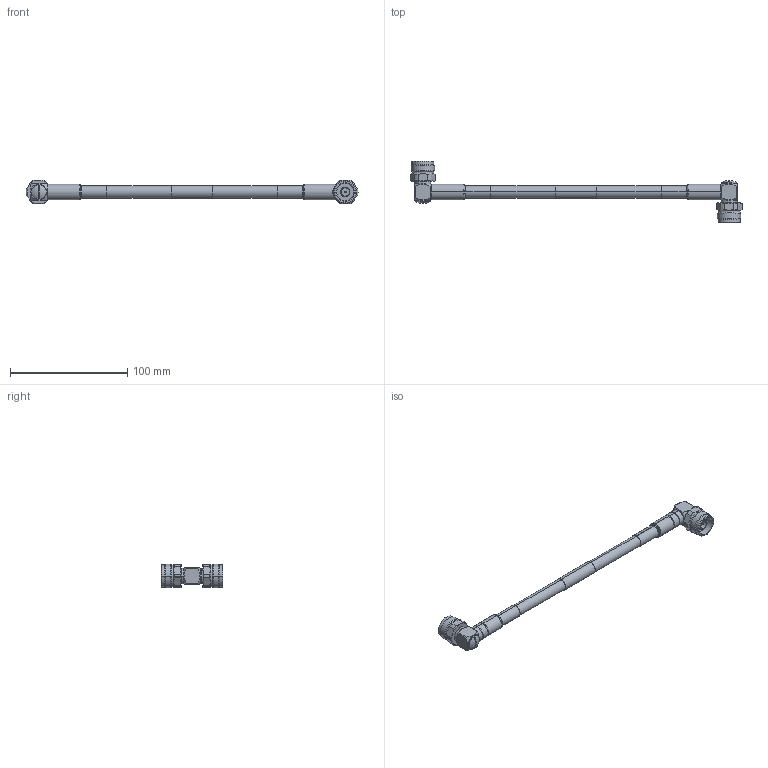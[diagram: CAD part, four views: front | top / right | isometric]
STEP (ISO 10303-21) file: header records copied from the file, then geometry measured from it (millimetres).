
FILE_DESCRIPTION (( 'STEP AP214' ), '1' );
FILE_NAME ('FMCA100241-0400_3D.step', '2025-02-11T17:23:07', ( '' ), ( '' ), 'SwSTEP 2.0', 'SolidWorks 2022', '' );
FILE_SCHEMA (( 'AUTOMOTIVE_DESIGN' ));
Length unit declared in the file: inch
Products named in the file (6): TC-400-NMH-RA-D^FMCA100241-0400; LMR-400-UF^FMCA100241-0400_WITH LABEL; Copy of TC-400-NMH-RA-D_ferrule^TC-400-NMH-RA-D_FMCA100241-0400; Copy of TC-400-NMH-RA-D_body^TC-400-NMH-RA-D_FMCA100241-0400; FMCA100241-0400_3D; Copy of TC-400-NMH-RA-D_cap^TC-400-NMH-RA-D_FMCA100241-0400
Assembly tree (6 placements, depth 3):
  FMCA100241-0400_3D
    LMR-400-UF^FMCA100241-0400_WITH LABEL
    TC-400-NMH-RA-D^FMCA100241-0400  x2
      Copy of TC-400-NMH-RA-D_body^TC-400-NMH-RA-D_FMCA100241-0400
      Copy of TC-400-NMH-RA-D_cap^TC-400-NMH-RA-D_FMCA100241-0400
      Copy of TC-400-NMH-RA-D_ferrule^TC-400-NMH-RA-D_FMCA100241-0400
Bounding box: 282.95 x 52.45 x 20.37 mm (x, y, z)
Volume: 35374 mm3; surface area: 27770.5 mm2
Topology: 9 solids, 9 shells, 368 faces, 780 edges, 454 vertices
Faces by surface type: cone 152, cylinder 112, plane 76, torus 28
Entity records: 5678 total; most frequent: CARTESIAN_POINT 1143, DIRECTION 973, ORIENTED_EDGE 794, AXIS2_PLACEMENT_3D 411, EDGE_CURVE 397, VERTEX_POINT 233, CIRCLE 212, EDGE_LOOP 208
